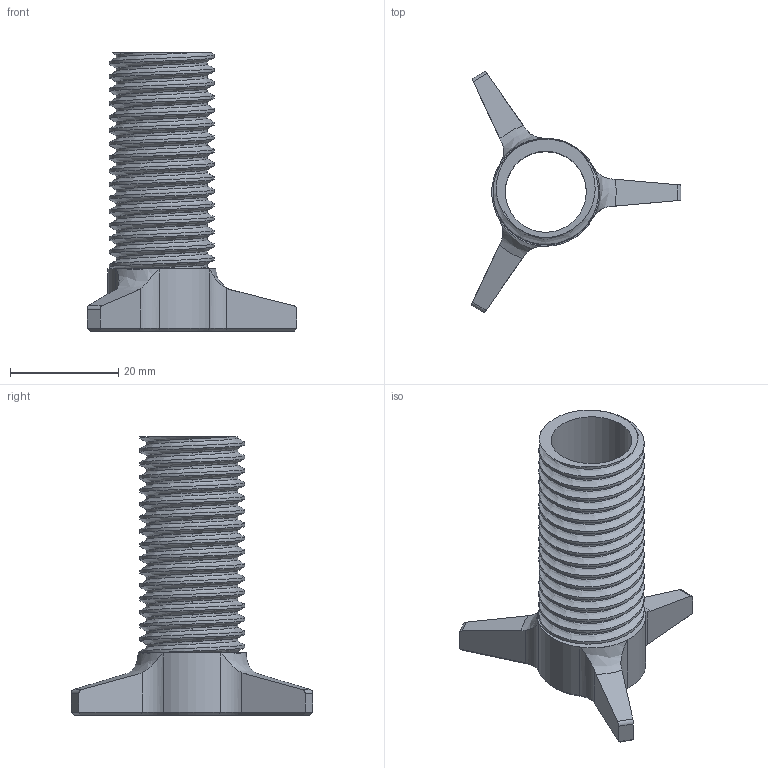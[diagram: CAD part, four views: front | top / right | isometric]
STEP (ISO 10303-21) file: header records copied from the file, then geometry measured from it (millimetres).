
FILE_DESCRIPTION(/* description */ (''),/* implementation_level */ '2;1');
FILE_NAME(/* name */ 'Spool Top.step',/* time_stamp */ '2025-09-13T19:58:00-07:00',/* author */ (''),/* organization */ (''),/* preprocessor_version */ 'ST-DEVELOPER v20.1',/* originating_system */ 'Autodesk Translation Framework v14.4.0.0',/* authorisation */ '');
FILE_SCHEMA (('AUTOMOTIVE_DESIGN { 1 0 10303 214 3 1 1 }'));
Length unit declared in the file: millimetre
Products named in the file (1): Spool Top
Bounding box: 38.8 x 44.72 x 51.5 mm (x, y, z)
Volume: 6308.9 mm3; surface area: 8047.1 mm2
Topology: 2 solids, 2 shells, 93 faces, 249 edges, 160 vertices
Faces by surface type: cylinder 52, plane 26, cone 10, bspline 5
Full cylindrical faces by diameter (mm): 15 x2, 16.938 x15, 19.5 x15
Entity records: 6898 total; most frequent: CARTESIAN_POINT 4691, ORIENTED_EDGE 498, DIRECTION 387, EDGE_CURVE 249, VERTEX_POINT 160, AXIS2_PLACEMENT_3D 143, LINE 101, VECTOR 101
